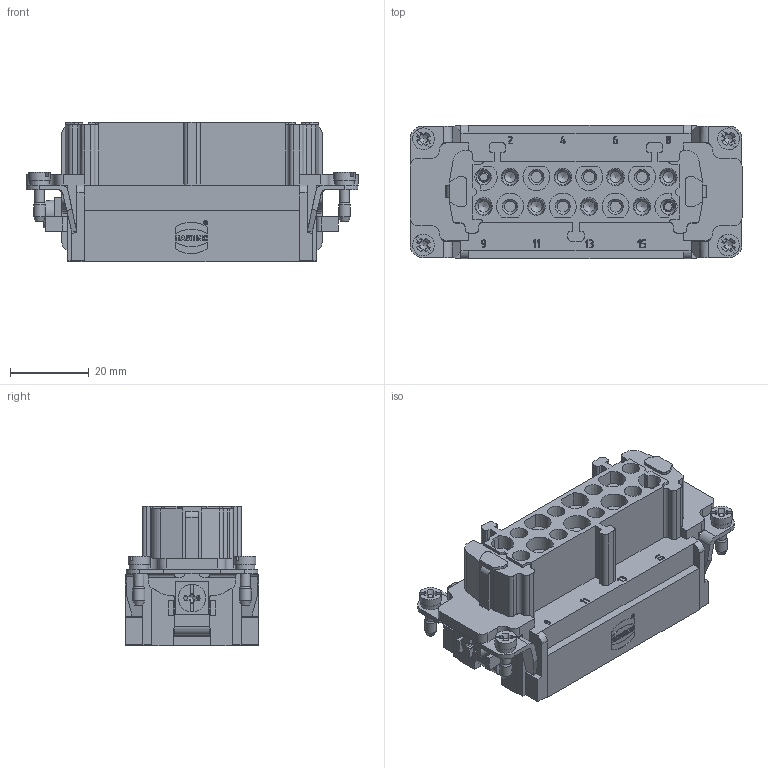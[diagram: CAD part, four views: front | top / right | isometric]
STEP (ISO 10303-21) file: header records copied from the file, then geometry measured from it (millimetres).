
FILE_DESCRIPTION(/* description */ (''),/* implementation_level */ '2;1');
FILE_NAME(/* name */ '100109196ugm000_d.stp',/* time_stamp */ '2019-07-03T09:28:34+02:00',/* author */ (''),/* organization */ (''),/* preprocessor_version */ 'ST-DEVELOPER v16.7',/* originating_system */ 'SIEMENS PLM Software NX 12.0',/* authorisation */ '');
FILE_SCHEMA (('AUTOMOTIVE_DESIGN { 1 0 10303 214 3 1 1 1 }'));
Length unit declared in the file: millimetre
Products named in the file (1): 100109196ugm000_d
Bounding box: 84.35 x 34 x 35.55 mm (x, y, z)
Volume: 53377.3 mm3; surface area: 21649.7 mm2
Topology: 1 solids, 1 shells, 1143 faces, 3177 edges, 2236 vertices
Faces by surface type: plane 787, cylinder 194, cone 83, extrusion 71, torus 8
Full cylindrical faces by diameter (mm): 0.911 x1, 1.077 x1, 2.13 x2, 2.285 x2, 2.5 x4, 2.6 x2, 2.85 x14, 3 x4, 3.05 x8, 3.242 x1, 5 x4, 5.4 x16, 5.5 x4, 7 x1
Entity records: 42409 total; most frequent: CARTESIAN_POINT 10899, ORIENTED_EDGE 5648, DIRECTION 5310, EDGE_CURVE 2824, VECTOR 2084, LINE 2013, VERTEX_POINT 1948, AXIS2_PLACEMENT_3D 1613
